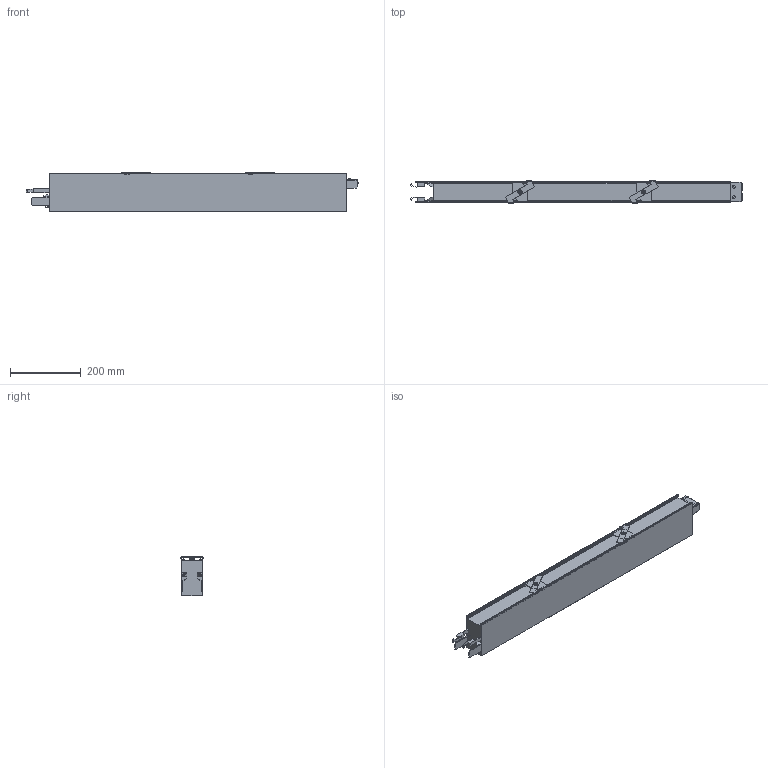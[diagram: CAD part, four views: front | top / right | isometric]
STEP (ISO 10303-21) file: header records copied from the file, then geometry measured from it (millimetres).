
FILE_DESCRIPTION(/* description */ (''),/* implementation_level */ '2;1');
FILE_NAME(/* name */ '10000134497n3p000_00.stp',/* time_stamp */ '2022-02-02T08:38:48+01:00',/* author */ (''),/* organization */ (''),/* preprocessor_version */ 'ST-DEVELOPER v15',/* originating_system */ 'SIEMENS PLM Software NX 9.0',/* authorisation */ '');
FILE_SCHEMA (('AUTOMOTIVE_DESIGN { 1 0 10303 214 3 1 1 1 }'));
Length unit declared in the file: millimetre
Products named in the file (1): 10000134497n3p000_00
Bounding box: 940.14 x 62.47 x 113 mm (x, y, z)
Volume: 5150549.1 mm3; surface area: 375936.8 mm2
Topology: 1 solids, 5 shells, 473 faces, 1315 edges, 850 vertices
Faces by surface type: plane 315, cylinder 138, cone 10, torus 8, sphere 2
Full cylindrical faces by diameter (mm): 5.7 x5
Entity records: 15238 total; most frequent: CARTESIAN_POINT 2888, ORIENTED_EDGE 2618, DIRECTION 2514, EDGE_CURVE 1309, LINE 964, VECTOR 964, VERTEX_POINT 851, AXIS2_PLACEMENT_3D 775
